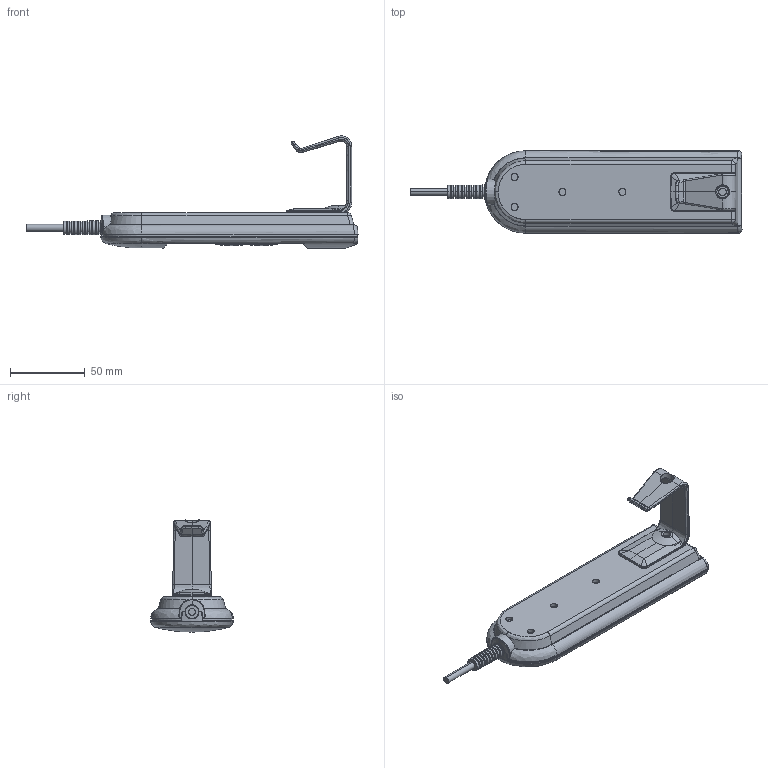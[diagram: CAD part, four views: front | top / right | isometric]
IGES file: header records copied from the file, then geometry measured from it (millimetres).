
Start section: SolidWorks IGES file using analytic representation for surfaces
Global section: file name: Baseline.IGS; native system: SolidWorks 2012; preprocessor: SolidWorks 2012; author: CKuhn; date: 120925.071203; units: millimetre
Bounding box: 221.92 x 55.01 x 74.92 mm (x, y, z)
Surface area: 31160 mm2 (no closed solid volume)
Topology: 0 solids, 0 shells, 420 faces, 4580 edges, 4575 vertices
Faces by surface type: bspline 228, revolution 192
